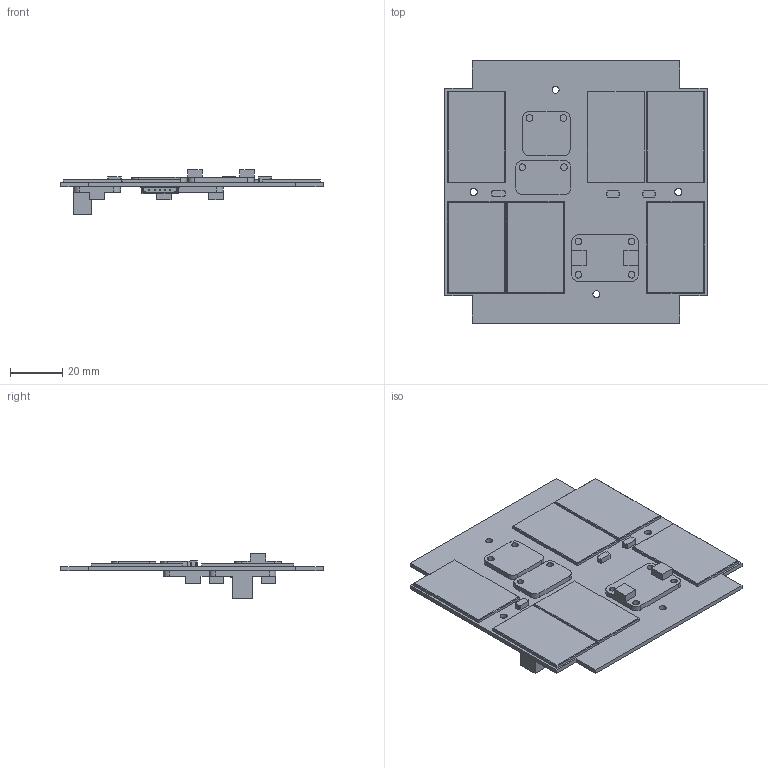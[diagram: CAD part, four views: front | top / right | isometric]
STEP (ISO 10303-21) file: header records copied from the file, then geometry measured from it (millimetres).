
FILE_DESCRIPTION(('KiCad electronic assembly'),'2;1');
FILE_NAME('solar-panel-side-Z.step','2022-05-06T19:52:46',('An Author'), ('A Company'),'Open CASCADE STEP processor 6.9', 'KiCad to STEP converter','Unknown');
FILE_SCHEMA(('AUTOMOTIVE_DESIGN { 1 0 10303 214 1 1 1 1 }'));
Length unit declared in the file: millimetre
Products named in the file (18): Open CASCADE STEP translator 6.9 1; BNO085; SOLID; MCP9601; 2053380005; COMPOUND; APDS9960; CDBA240LL-HF; MCP9808; DRV2605L; SM101K07TF
Assembly tree (24 placements, depth 3):
  Open CASCADE STEP translator 6.9 1
    BNO085
      SOLID
    MCP9601
      SOLID
    2053380005
      COMPOUND
    APDS9960
      SOLID
    CDBA240LL-HF  x3
      SOLID
    MCP9808
      SOLID
    DRV2605L
      SOLID
    SM101K07TF  x6
      SOLID
    COMPOUND
Bounding box: 100 x 100 x 17.1 mm (x, y, z)
Volume: 25838.5 mm3; surface area: 36031 mm2
Topology: 16 solids, 16 shells, 592 faces, 1661 edges, 1116 vertices
Faces by surface type: plane 464, cylinder 118, sphere 10
Full cylindrical faces by diameter (mm): 2 x12, 2.693 x4
Entity records: 37146 total; most frequent: CARTESIAN_POINT 7260, DIRECTION 5568, LINE 3949, VECTOR 3949, ORIENTED_EDGE 2922, PCURVE 2922, DEFINITIONAL_REPRESENTATION 2922, EDGE_CURVE 1461
